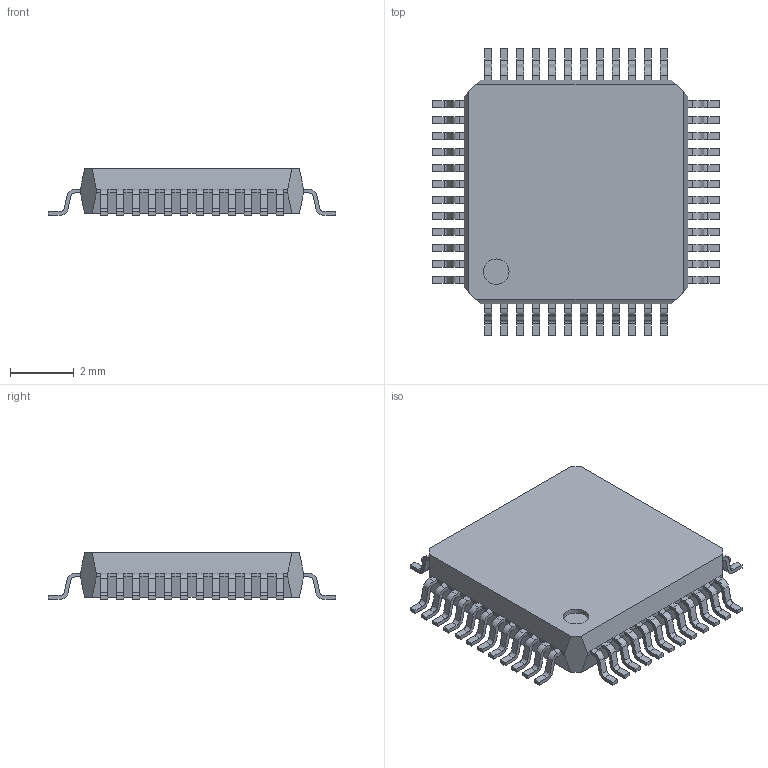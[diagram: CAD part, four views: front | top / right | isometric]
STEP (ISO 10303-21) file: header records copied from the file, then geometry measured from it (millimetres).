
FILE_DESCRIPTION( ( '' ), ' ' );
FILE_NAME( '58201a5e1c134f1052bddd8a.step', '2016-11-07T06:08:30', ( '' ), ( '' ), ' ', ' ', ' ' );
FILE_SCHEMA( ( 'AUTOMOTIVE_DESIGN { 1 0 10303 214 1 1 1 1 }' ) );
Length unit declared in the file: metre
Products named in the file (1): User Library-TQFP-48_pins_TQFP_pin_TQFP_022x07_1
Bounding box: 9 x 9 x 1.46 mm (x, y, z)
Volume: 67.6 mm3; surface area: 176.5 mm2
Topology: 1 solids, 1 shells, 692 faces, 1875 edges, 1186 vertices
Faces by surface type: plane 499, cylinder 193
Full cylindrical faces by diameter (mm): 0.8 x1
Entity records: 26976 total; most frequent: CARTESIAN_POINT 3753, ORIENTED_EDGE 3748, DIRECTION 3646, EDGE_CURVE 1874, LINE 1488, VECTOR 1488, VERTEX_POINT 1186, AXIS2_PLACEMENT_3D 1079
